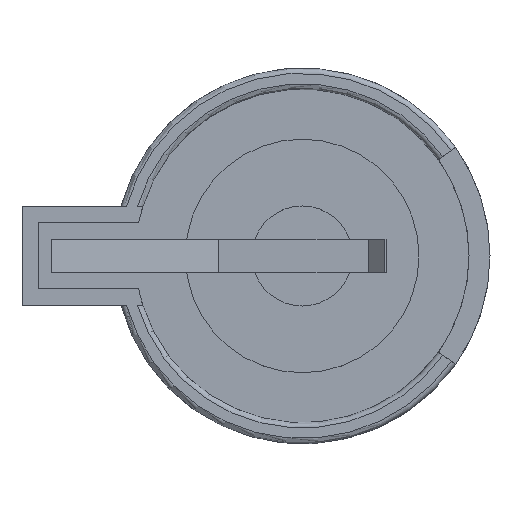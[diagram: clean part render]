
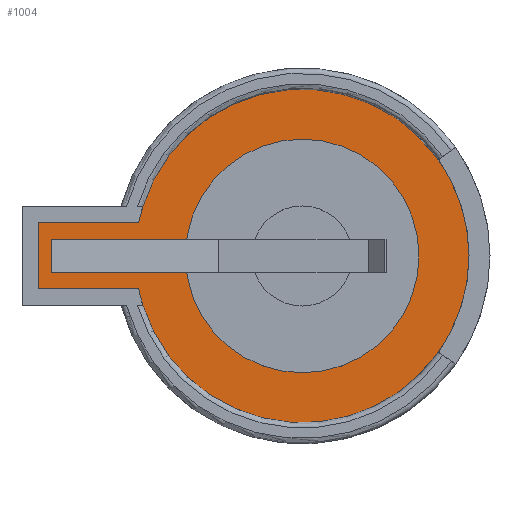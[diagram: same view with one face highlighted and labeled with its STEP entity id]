
A CAD part, top view. The second image highlights one B-rep face of the part: STEP entity #1004.
In plain terms, the highlighted planar face has unit normal (0, 0, 1).
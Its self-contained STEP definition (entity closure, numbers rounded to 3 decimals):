
#13=DIRECTION('',(0.,0.,1.));
#34=VECTOR('',#35,1.);
#35=DIRECTION('',(0.,-1.,0.));
#47=DIRECTION('',(1.,0.,0.));
#57=VECTOR('',#58,1.);
#58=DIRECTION('',(-1.,0.,0.));
#135=VECTOR('',#47,1.);
#239=DIRECTION('',(0.,1.,0.));
#411=VECTOR('',#239,1.);
#525=CARTESIAN_POINT('',(5.545,3.,3.64));
#535=CARTESIAN_POINT('',(5.545,-3.,3.64));
#552=VERTEX_POINT('',#553);
#553=CARTESIAN_POINT('',(5.29,2.,3.64));
#556=EDGE_CURVE('',#557,#552,#558,.T.);
#557=VERTEX_POINT('',#525);
#558=CIRCLE('',#559,10.11);
#559=AXIS2_PLACEMENT_3D('',#560,#13,#47);
#560=CARTESIAN_POINT('',(15.2,0.,3.64));
#562=EDGE_CURVE('',#563,#557,#558,.T.);
#563=VERTEX_POINT('',#564);
#564=CARTESIAN_POINT('',(25.31,0.,3.64));
#566=EDGE_CURVE('',#567,#563,#558,.T.);
#567=VERTEX_POINT('',#535);
#569=EDGE_CURVE('',#570,#567,#558,.T.);
#570=VERTEX_POINT('',#571);
#571=CARTESIAN_POINT('',(5.29,-2.,3.64));
#580=ORIENTED_EDGE('',*,*,#581,.F.);
#581=EDGE_CURVE('',#582,#552,#584,.T.);
#582=VERTEX_POINT('',#583);
#583=CARTESIAN_POINT('',(-0.78,2.,3.64));
#584=LINE('',#583,#135);
#593=ORIENTED_EDGE('',*,*,#594,.F.);
#594=EDGE_CURVE('',#595,#582,#597,.T.);
#595=VERTEX_POINT('',#596);
#596=CARTESIAN_POINT('',(-0.78,-2.,3.64));
#597=LINE('',#596,#411);
#607=ORIENTED_EDGE('',*,*,#608,.F.);
#608=EDGE_CURVE('',#570,#595,#609,.T.);
#609=LINE('',#610,#57);
#610=CARTESIAN_POINT('',(14.42,-2.,3.64));
#898=DIRECTION('',(0.,1.,0.));
#1004=ADVANCED_FACE('',(#1005,#1011,#1038),#1045,.T.);
#1005=FACE_BOUND('',#1006,.T.);
#1006=EDGE_LOOP('',(#1007,#580,#593,#607,#1008,#1009,#1010));
#1007=ORIENTED_EDGE('',*,*,#556,.T.);
#1008=ORIENTED_EDGE('',*,*,#569,.T.);
#1009=ORIENTED_EDGE('',*,*,#566,.T.);
#1010=ORIENTED_EDGE('',*,*,#562,.T.);
#1011=FACE_BOUND('',#1012,.T.);
#1012=EDGE_LOOP('',(#1013,#1022,#1028,#1034));
#1013=ORIENTED_EDGE('',*,*,#1014,.F.);
#1014=EDGE_CURVE('',#1015,#1017,#1019,.T.);
#1015=VERTEX_POINT('',#1016);
#1016=CARTESIAN_POINT('',(0.1,-1.,3.64));
#1017=VERTEX_POINT('',#1018);
#1018=CARTESIAN_POINT('',(0.1,1.,3.64));
#1019=LINE('',#1020,#1021);
#1020=CARTESIAN_POINT('',(0.1,0.,3.64));
#1021=VECTOR('',#898,1.);
#1022=ORIENTED_EDGE('',*,*,#1023,.T.);
#1023=EDGE_CURVE('',#1015,#1024,#1026,.T.);
#1024=VERTEX_POINT('',#1025);
#1025=CARTESIAN_POINT('',(0.,-1.,3.64));
#1026=LINE('',#1027,#57);
#1027=CARTESIAN_POINT('',(10.327,-1.,3.64));
#1028=ORIENTED_EDGE('',*,*,#1029,.F.);
#1029=EDGE_CURVE('',#1030,#1024,#1032,.T.);
#1030=VERTEX_POINT('',#1031);
#1031=CARTESIAN_POINT('',(0.,1.,3.64));
#1032=LINE('',#1033,#34);
#1033=CARTESIAN_POINT('',(0.,0.5,3.64));
#1034=ORIENTED_EDGE('',*,*,#1035,.F.);
#1035=EDGE_CURVE('',#1017,#1030,#1036,.T.);
#1036=LINE('',#1037,#57);
#1037=CARTESIAN_POINT('',(10.327,1.,3.64));
#1038=FACE_BOUND('',#1039,.T.);
#1039=EDGE_LOOP('',(#1040));
#1040=ORIENTED_EDGE('',*,*,#1041,.F.);
#1041=EDGE_CURVE('',#1042,#1042,#1044,.T.);
#1042=VERTEX_POINT('',#1043);
#1043=CARTESIAN_POINT('',(22.277,0.,3.64));
#1044=CIRCLE('',#559,7.077);
#1045=PLANE('',#1046);
#1046=AXIS2_PLACEMENT_3D('',#1047,#13,#47);
#1047=CARTESIAN_POINT('',(12.652,0.,3.64));
